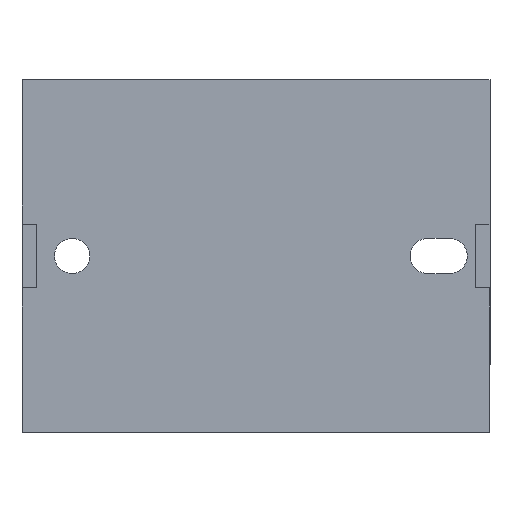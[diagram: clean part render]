
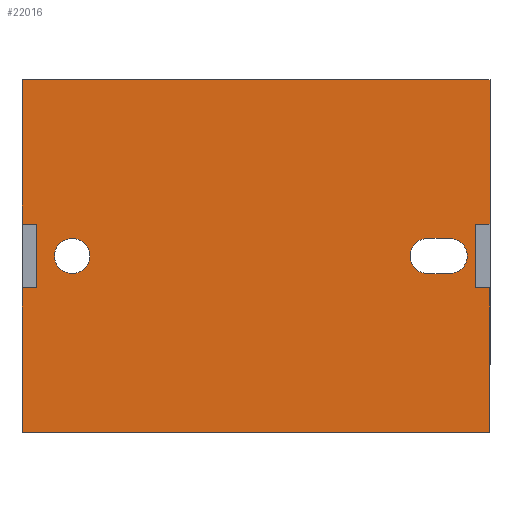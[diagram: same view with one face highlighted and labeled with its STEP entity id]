
A CAD part, front view. The second image highlights one B-rep face of the part: STEP entity #22016.
In plain terms, the highlighted planar face has unit normal (0, -1, 0).
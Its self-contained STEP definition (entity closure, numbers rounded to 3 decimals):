
#295 = CARTESIAN_POINT ( 'NONE',  ( 29.85, 0., 22.5 ) ) ;
#487 = VERTEX_POINT ( 'NONE', #17610 ) ;
#514 = VECTOR ( 'NONE', #6880, 1000. ) ;
#534 = EDGE_CURVE ( 'NONE', #17859, #24906, #11467, .T. ) ;
#673 = DIRECTION ( 'NONE',  ( 1., 0., 0. ) ) ;
#902 = DIRECTION ( 'NONE',  ( 1., 0., 0. ) ) ;
#983 = VERTEX_POINT ( 'NONE', #19627 ) ;
#1070 = CARTESIAN_POINT ( 'NONE',  ( -23.45, 0., 2.25 ) ) ;
#1280 = CARTESIAN_POINT ( 'NONE',  ( 29.85, 0., -4.075 ) ) ;
#1399 = CARTESIAN_POINT ( 'NONE',  ( -29.85, 0., 22.5 ) ) ;
#1412 = LINE ( 'NONE', #3337, #25060 ) ;
#1481 = AXIS2_PLACEMENT_3D ( 'NONE', #7343, #19135, #19011 ) ;
#1490 = EDGE_CURVE ( 'NONE', #24906, #5663, #17122, .T. ) ;
#1538 = LINE ( 'NONE', #23194, #21241 ) ;
#1707 = VECTOR ( 'NONE', #22005, 1000. ) ;
#1795 = LINE ( 'NONE', #9627, #11417 ) ;
#1854 = CARTESIAN_POINT ( 'NONE',  ( -29.85, 0., -4.075 ) ) ;
#2110 = EDGE_LOOP ( 'NONE', ( #19742, #4373 ) ) ;
#2143 = DIRECTION ( 'NONE',  ( 0., 0., -1. ) ) ;
#2174 = AXIS2_PLACEMENT_3D ( 'NONE', #19657, #6194, #7744 ) ;
#2217 = FACE_BOUND ( 'NONE', #19190, .T. ) ;
#2953 = LINE ( 'NONE', #11152, #18942 ) ;
#3337 = CARTESIAN_POINT ( 'NONE',  ( -29.85, 0., 4.075 ) ) ;
#3401 = DIRECTION ( 'NONE',  ( 0., 0., 1. ) ) ;
#3451 = VECTOR ( 'NONE', #3401, 1000. ) ;
#3659 = EDGE_CURVE ( 'NONE', #9447, #12758, #11028, .T. ) ;
#3690 = EDGE_CURVE ( 'NONE', #11373, #17886, #2953, .T. ) ;
#3707 = EDGE_CURVE ( 'NONE', #4082, #15212, #1412, .T. ) ;
#3847 = DIRECTION ( 'NONE',  ( 0., 0., -1. ) ) ;
#4082 = VERTEX_POINT ( 'NONE', #7001 ) ;
#4373 = ORIENTED_EDGE ( 'NONE', *, *, #15192, .F. ) ;
#4416 = EDGE_LOOP ( 'NONE', ( #5025, #15743, #8194, #13406, #22225, #13008, #12956, #6345, #9202, #20941, #24228, #20036 ) ) ;
#4593 = CARTESIAN_POINT ( 'NONE',  ( 24.7, 0., 0. ) ) ;
#4850 = EDGE_CURVE ( 'NONE', #12758, #6055, #23687, .T. ) ;
#4853 = DIRECTION ( 'NONE',  ( 0., -1., 0. ) ) ;
#5025 = ORIENTED_EDGE ( 'NONE', *, *, #12846, .T. ) ;
#5244 = CARTESIAN_POINT ( 'NONE',  ( -28., 0., -4.075 ) ) ;
#5545 = EDGE_CURVE ( 'NONE', #5821, #7320, #12831, .T. ) ;
#5663 = VERTEX_POINT ( 'NONE', #12595 ) ;
#5821 = VERTEX_POINT ( 'NONE', #23449 ) ;
#5993 = CARTESIAN_POINT ( 'NONE',  ( 24.7, 0., -2.25 ) ) ;
#6055 = VERTEX_POINT ( 'NONE', #19197 ) ;
#6194 = DIRECTION ( 'NONE',  ( 0., 1., 0. ) ) ;
#6255 = CARTESIAN_POINT ( 'NONE',  ( 28., 0., 4.075 ) ) ;
#6296 = EDGE_CURVE ( 'NONE', #5663, #9447, #20578, .T. ) ;
#6345 = ORIENTED_EDGE ( 'NONE', *, *, #15299, .T. ) ;
#6858 = EDGE_CURVE ( 'NONE', #23815, #11373, #12071, .T. ) ;
#6880 = DIRECTION ( 'NONE',  ( 1., 0., 0. ) ) ;
#7001 = CARTESIAN_POINT ( 'NONE',  ( -29.85, 0., 4.075 ) ) ;
#7320 = VERTEX_POINT ( 'NONE', #17374 ) ;
#7322 = DIRECTION ( 'NONE',  ( -1., 0., 0. ) ) ;
#7343 = CARTESIAN_POINT ( 'NONE',  ( -23.45, 0., 0. ) ) ;
#7427 = LINE ( 'NONE', #1399, #8274 ) ;
#7553 = VERTEX_POINT ( 'NONE', #1070 ) ;
#7744 = DIRECTION ( 'NONE',  ( 0., 0., 1. ) ) ;
#8134 = FACE_BOUND ( 'NONE', #2110, .T. ) ;
#8188 = EDGE_CURVE ( 'NONE', #22632, #983, #17393, .T. ) ;
#8194 = ORIENTED_EDGE ( 'NONE', *, *, #534, .T. ) ;
#8274 = VECTOR ( 'NONE', #15502, 1000. ) ;
#9087 = CARTESIAN_POINT ( 'NONE',  ( 29.85, 0., 4.075 ) ) ;
#9202 = ORIENTED_EDGE ( 'NONE', *, *, #6858, .T. ) ;
#9245 = DIRECTION ( 'NONE',  ( -1., 0., 0. ) ) ;
#9447 = VERTEX_POINT ( 'NONE', #10230 ) ;
#9497 = CIRCLE ( 'NONE', #10718, 2.25 ) ;
#9627 = CARTESIAN_POINT ( 'NONE',  ( -28., 0., 4.075 ) ) ;
#9738 = ORIENTED_EDGE ( 'NONE', *, *, #10435, .F. ) ;
#9792 = CARTESIAN_POINT ( 'NONE',  ( 21.9, 0., 0. ) ) ;
#9994 = VECTOR ( 'NONE', #13742, 1000. ) ;
#10228 = LINE ( 'NONE', #6255, #1707 ) ;
#10230 = CARTESIAN_POINT ( 'NONE',  ( 29.85, 0., -4.075 ) ) ;
#10321 = CARTESIAN_POINT ( 'NONE',  ( -29.85, 0., -4.075 ) ) ;
#10435 = EDGE_CURVE ( 'NONE', #7320, #22632, #22066, .T. ) ;
#10718 = AXIS2_PLACEMENT_3D ( 'NONE', #15755, #14206, #2143 ) ;
#10787 = CARTESIAN_POINT ( 'NONE',  ( 28., 0., -4.075 ) ) ;
#10843 = CARTESIAN_POINT ( 'NONE',  ( 29.85, 0., -22.5 ) ) ;
#11028 = LINE ( 'NONE', #1280, #21777 ) ;
#11152 = CARTESIAN_POINT ( 'NONE',  ( 29.85, 0., 22.5 ) ) ;
#11207 = CARTESIAN_POINT ( 'NONE',  ( 21.9, 0., 2.25 ) ) ;
#11373 = VERTEX_POINT ( 'NONE', #295 ) ;
#11417 = VECTOR ( 'NONE', #3847, 1000. ) ;
#11461 = ORIENTED_EDGE ( 'NONE', *, *, #8188, .F. ) ;
#11467 = LINE ( 'NONE', #1854, #14038 ) ;
#11524 = EDGE_CURVE ( 'NONE', #7553, #487, #21530, .T. ) ;
#12071 = LINE ( 'NONE', #17696, #9994 ) ;
#12132 = CARTESIAN_POINT ( 'NONE',  ( -29.85, 0., 22.5 ) ) ;
#12595 = CARTESIAN_POINT ( 'NONE',  ( 29.85, 0., -22.5 ) ) ;
#12758 = VERTEX_POINT ( 'NONE', #10787 ) ;
#12812 = EDGE_CURVE ( 'NONE', #23834, #17859, #1538, .T. ) ;
#12831 = CIRCLE ( 'NONE', #22646, 2.25 ) ;
#12846 = EDGE_CURVE ( 'NONE', #15212, #23834, #1795, .T. ) ;
#12956 = ORIENTED_EDGE ( 'NONE', *, *, #4850, .T. ) ;
#13008 = ORIENTED_EDGE ( 'NONE', *, *, #3659, .T. ) ;
#13082 = DIRECTION ( 'NONE',  ( -1., 0., 0. ) ) ;
#13314 = AXIS2_PLACEMENT_3D ( 'NONE', #4593, #4853, #16522 ) ;
#13406 = ORIENTED_EDGE ( 'NONE', *, *, #1490, .T. ) ;
#13742 = DIRECTION ( 'NONE',  ( 0., 0., 1. ) ) ;
#14038 = VECTOR ( 'NONE', #19289, 1000. ) ;
#14082 = CARTESIAN_POINT ( 'NONE',  ( -28., 0., 4.075 ) ) ;
#14206 = DIRECTION ( 'NONE',  ( 0., -1., 0. ) ) ;
#14849 = EDGE_CURVE ( 'NONE', #983, #5821, #15649, .T. ) ;
#15160 = EDGE_CURVE ( 'NONE', #17886, #4082, #7427, .T. ) ;
#15192 = EDGE_CURVE ( 'NONE', #487, #7553, #9497, .T. ) ;
#15212 = VERTEX_POINT ( 'NONE', #14082 ) ;
#15299 = EDGE_CURVE ( 'NONE', #6055, #23815, #10228, .T. ) ;
#15502 = DIRECTION ( 'NONE',  ( 0., 0., -1. ) ) ;
#15649 = LINE ( 'NONE', #11207, #16850 ) ;
#15743 = ORIENTED_EDGE ( 'NONE', *, *, #12812, .T. ) ;
#15755 = CARTESIAN_POINT ( 'NONE',  ( -23.45, 0., 0. ) ) ;
#16396 = CARTESIAN_POINT ( 'NONE',  ( 28., 0., -4.075 ) ) ;
#16522 = DIRECTION ( 'NONE',  ( 0., 0., -1. ) ) ;
#16850 = VECTOR ( 'NONE', #24788, 1000. ) ;
#17122 = LINE ( 'NONE', #19055, #514 ) ;
#17374 = CARTESIAN_POINT ( 'NONE',  ( 21.9, 0., -2.25 ) ) ;
#17393 = CIRCLE ( 'NONE', #13314, 2.25 ) ;
#17489 = FACE_OUTER_BOUND ( 'NONE', #4416, .T. ) ;
#17595 = DIRECTION ( 'NONE',  ( 0., -1., 0. ) ) ;
#17610 = CARTESIAN_POINT ( 'NONE',  ( -23.45, 0., -2.25 ) ) ;
#17696 = CARTESIAN_POINT ( 'NONE',  ( 29.85, 0., 4.075 ) ) ;
#17815 = DIRECTION ( 'NONE',  ( 0., 0., 1. ) ) ;
#17859 = VERTEX_POINT ( 'NONE', #10321 ) ;
#17886 = VERTEX_POINT ( 'NONE', #12132 ) ;
#18942 = VECTOR ( 'NONE', #9245, 1000. ) ;
#19011 = DIRECTION ( 'NONE',  ( 0., 0., -1. ) ) ;
#19055 = CARTESIAN_POINT ( 'NONE',  ( -29.85, 0., -22.5 ) ) ;
#19135 = DIRECTION ( 'NONE',  ( 0., -1., 0. ) ) ;
#19190 = EDGE_LOOP ( 'NONE', ( #22768, #20168, #11461, #9738 ) ) ;
#19197 = CARTESIAN_POINT ( 'NONE',  ( 28., 0., 4.075 ) ) ;
#19289 = DIRECTION ( 'NONE',  ( 0., 0., -1. ) ) ;
#19627 = CARTESIAN_POINT ( 'NONE',  ( 24.7, 0., 2.25 ) ) ;
#19657 = CARTESIAN_POINT ( 'NONE',  ( 0., 0., 0. ) ) ;
#19742 = ORIENTED_EDGE ( 'NONE', *, *, #11524, .F. ) ;
#19907 = DIRECTION ( 'NONE',  ( 0., 0., -1. ) ) ;
#20036 = ORIENTED_EDGE ( 'NONE', *, *, #3707, .T. ) ;
#20168 = ORIENTED_EDGE ( 'NONE', *, *, #14849, .F. ) ;
#20420 = CARTESIAN_POINT ( 'NONE',  ( 24.7, 0., -2.25 ) ) ;
#20578 = LINE ( 'NONE', #10843, #3451 ) ;
#20941 = ORIENTED_EDGE ( 'NONE', *, *, #3690, .T. ) ;
#20977 = CARTESIAN_POINT ( 'NONE',  ( -29.85, 0., -22.5 ) ) ;
#21241 = VECTOR ( 'NONE', #7322, 1000. ) ;
#21530 = CIRCLE ( 'NONE', #1481, 2.25 ) ;
#21777 = VECTOR ( 'NONE', #13082, 1000. ) ;
#21790 = VECTOR ( 'NONE', #17815, 1000. ) ;
#22005 = DIRECTION ( 'NONE',  ( 1., 0., 0. ) ) ;
#22016 = ADVANCED_FACE ( 'NONE', ( #8134, #17489, #2217 ), #23366, .F. ) ;
#22066 = LINE ( 'NONE', #20420, #25195 ) ;
#22225 = ORIENTED_EDGE ( 'NONE', *, *, #6296, .T. ) ;
#22632 = VERTEX_POINT ( 'NONE', #5993 ) ;
#22646 = AXIS2_PLACEMENT_3D ( 'NONE', #9792, #17595, #19907 ) ;
#22768 = ORIENTED_EDGE ( 'NONE', *, *, #5545, .F. ) ;
#23194 = CARTESIAN_POINT ( 'NONE',  ( -28., 0., -4.075 ) ) ;
#23366 = PLANE ( 'NONE',  #2174 ) ;
#23449 = CARTESIAN_POINT ( 'NONE',  ( 21.9, 0., 2.25 ) ) ;
#23687 = LINE ( 'NONE', #16396, #21790 ) ;
#23815 = VERTEX_POINT ( 'NONE', #9087 ) ;
#23834 = VERTEX_POINT ( 'NONE', #5244 ) ;
#24228 = ORIENTED_EDGE ( 'NONE', *, *, #15160, .T. ) ;
#24788 = DIRECTION ( 'NONE',  ( -1., 0., 0. ) ) ;
#24906 = VERTEX_POINT ( 'NONE', #20977 ) ;
#25060 = VECTOR ( 'NONE', #902, 1000. ) ;
#25195 = VECTOR ( 'NONE', #673, 1000. ) ;
